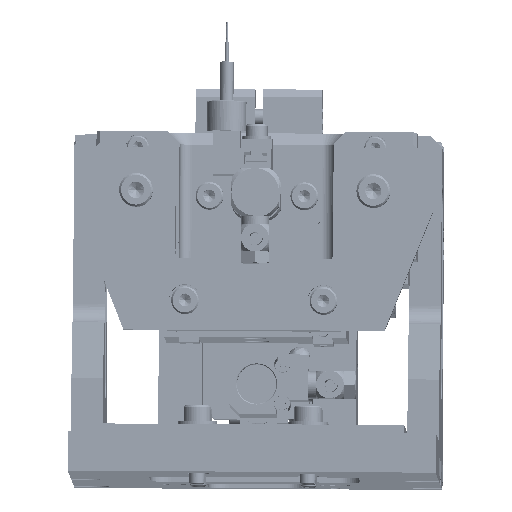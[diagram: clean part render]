
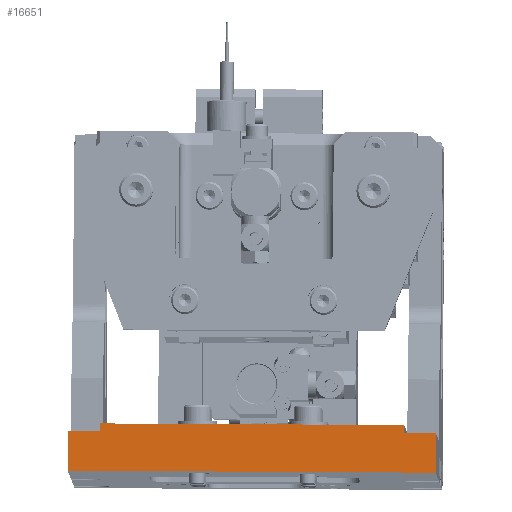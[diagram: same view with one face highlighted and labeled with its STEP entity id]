
A CAD part, top view. The second image highlights one B-rep face of the part: STEP entity #16651.
In plain terms, the highlighted free-form (B-spline) face has degree [1, 1] with [2, 2] control points.
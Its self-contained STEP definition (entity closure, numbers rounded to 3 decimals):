
#15880 = VERTEX_POINT('',#15881);
#15881 = CARTESIAN_POINT('',(-37.64,-64.736,
    488.074));
#15886 = EDGE_CURVE('',#15880,#15887,#15889,.T.);
#15887 = VERTEX_POINT('',#15888);
#15888 = CARTESIAN_POINT('',(-157.067,-64.095,
    487.195));
#15889 = B_SPLINE_CURVE_WITH_KNOTS('',1,(#15890,#15891),.UNSPECIFIED.,
  .F.,.F.,(2,2),(-93.,0.),.PIECEWISE_BEZIER_KNOTS.);
#15890 = CARTESIAN_POINT('',(-37.64,-64.736,
    488.074));
#15891 = CARTESIAN_POINT('',(-157.067,-64.095,
    487.195));
#16143 = VERTEX_POINT('',#16144);
#16144 = CARTESIAN_POINT('',(-37.569,-51.896,
    487.863));
#16149 = EDGE_CURVE('',#15880,#16143,#16150,.T.);
#16150 = B_SPLINE_CURVE_WITH_KNOTS('',1,(#16151,#16152),.UNSPECIFIED.,
  .F.,.F.,(2,2),(0.,10.),.PIECEWISE_BEZIER_KNOTS.);
#16151 = CARTESIAN_POINT('',(-37.64,-64.736,
    488.074));
#16152 = CARTESIAN_POINT('',(-37.569,-51.896,
    487.863));
#16575 = EDGE_CURVE('',#16576,#16578,#16580,.T.);
#16576 = VERTEX_POINT('',#16577);
#16577 = CARTESIAN_POINT('',(-47.829,-49.272,
    487.745));
#16578 = VERTEX_POINT('',#16579);
#16579 = CARTESIAN_POINT('',(-146.71,-48.742,
    487.017));
#16580 = B_SPLINE_CURVE_WITH_KNOTS('',1,(#16581,#16582),.UNSPECIFIED.,
  .F.,.F.,(2,2),(-85.,-8.),.PIECEWISE_BEZIER_KNOTS.);
#16581 = CARTESIAN_POINT('',(-47.829,-49.272,
    487.745));
#16582 = CARTESIAN_POINT('',(-146.71,-48.742,
    487.017));
#16651 = ADVANCED_FACE('',(#16652),#16688,.F.);
#16652 = FACE_BOUND('',#16653,.T.);
#16653 = EDGE_LOOP('',(#16654,#16661,#16666,#16667,#16674,#16681,#16686,
    #16687));
#16654 = ORIENTED_EDGE('',*,*,#16655,.T.);
#16655 = EDGE_CURVE('',#16143,#16656,#16658,.T.);
#16656 = VERTEX_POINT('',#16657);
#16657 = CARTESIAN_POINT('',(-47.843,-51.84,
    487.787));
#16658 = B_SPLINE_CURVE_WITH_KNOTS('',1,(#16659,#16660),.UNSPECIFIED.,
  .F.,.F.,(2,2),(22.,30.),.PIECEWISE_BEZIER_KNOTS.);
#16659 = CARTESIAN_POINT('',(-37.569,-51.896,
    487.863));
#16660 = CARTESIAN_POINT('',(-47.843,-51.84,
    487.787));
#16661 = ORIENTED_EDGE('',*,*,#16662,.T.);
#16662 = EDGE_CURVE('',#16656,#16576,#16663,.T.);
#16663 = B_SPLINE_CURVE_WITH_KNOTS('',1,(#16664,#16665),.UNSPECIFIED.,
  .F.,.F.,(2,2),(-2.,0.),.PIECEWISE_BEZIER_KNOTS.);
#16664 = CARTESIAN_POINT('',(-47.843,-51.84,
    487.787));
#16665 = CARTESIAN_POINT('',(-47.829,-49.272,
    487.745));
#16666 = ORIENTED_EDGE('',*,*,#16575,.T.);
#16667 = ORIENTED_EDGE('',*,*,#16668,.F.);
#16668 = EDGE_CURVE('',#16669,#16578,#16671,.T.);
#16669 = VERTEX_POINT('',#16670);
#16670 = CARTESIAN_POINT('',(-146.724,-51.31,
    487.059));
#16671 = B_SPLINE_CURVE_WITH_KNOTS('',1,(#16672,#16673),.UNSPECIFIED.,
  .F.,.F.,(2,2),(-2.,0.),.PIECEWISE_BEZIER_KNOTS.);
#16672 = CARTESIAN_POINT('',(-146.724,-51.31,
    487.059));
#16673 = CARTESIAN_POINT('',(-146.71,-48.742,
    487.017));
#16674 = ORIENTED_EDGE('',*,*,#16675,.F.);
#16675 = EDGE_CURVE('',#16676,#16669,#16678,.T.);
#16676 = VERTEX_POINT('',#16677);
#16677 = CARTESIAN_POINT('',(-156.997,-51.255,
    486.983));
#16678 = B_SPLINE_CURVE_WITH_KNOTS('',1,(#16679,#16680),.UNSPECIFIED.,
  .F.,.F.,(2,2),(22.,30.),.PIECEWISE_BEZIER_KNOTS.);
#16679 = CARTESIAN_POINT('',(-156.997,-51.255,
    486.983));
#16680 = CARTESIAN_POINT('',(-146.724,-51.31,
    487.059));
#16681 = ORIENTED_EDGE('',*,*,#16682,.F.);
#16682 = EDGE_CURVE('',#15887,#16676,#16683,.T.);
#16683 = B_SPLINE_CURVE_WITH_KNOTS('',1,(#16684,#16685),.UNSPECIFIED.,
  .F.,.F.,(2,2),(0.,10.),.PIECEWISE_BEZIER_KNOTS.);
#16684 = CARTESIAN_POINT('',(-157.067,-64.095,
    487.195));
#16685 = CARTESIAN_POINT('',(-156.997,-51.255,
    486.983));
#16686 = ORIENTED_EDGE('',*,*,#15886,.F.);
#16687 = ORIENTED_EDGE('',*,*,#16149,.T.);
#16688 = B_SPLINE_SURFACE_WITH_KNOTS('',1,1,(
    (#16689,#16690)
    ,(#16691,#16692
    )),.UNSPECIFIED.,.F.,.F.,.F.,(2,2),(2,2),(-12.,0.),(
    -93.,0.),.PIECEWISE_BEZIER_KNOTS.);
#16689 = CARTESIAN_POINT('',(-37.555,-49.327,
    487.821));
#16690 = CARTESIAN_POINT('',(-156.983,-48.687,
    486.941));
#16691 = CARTESIAN_POINT('',(-37.64,-64.736,
    488.074));
#16692 = CARTESIAN_POINT('',(-157.067,-64.095,
    487.195));
